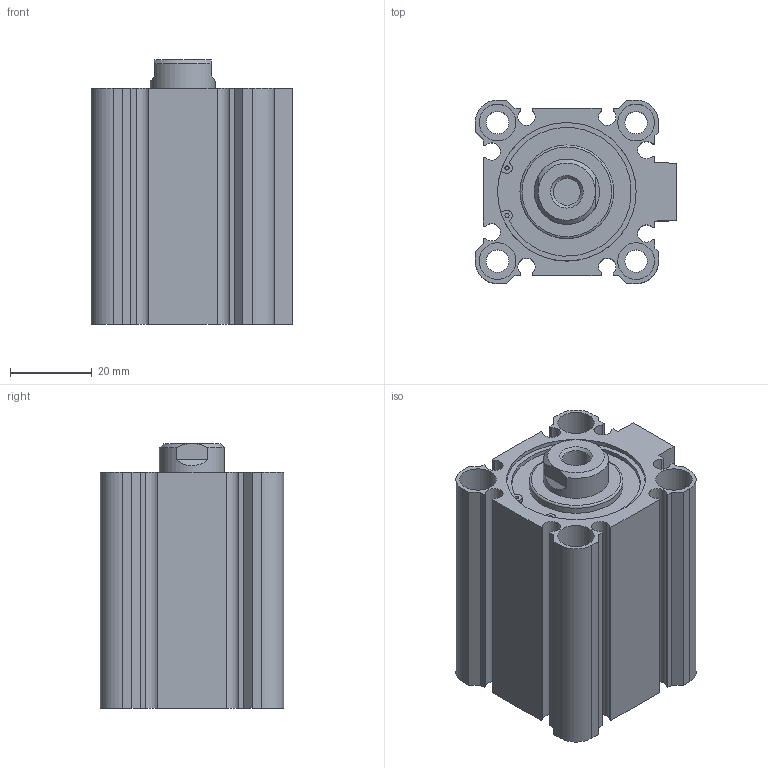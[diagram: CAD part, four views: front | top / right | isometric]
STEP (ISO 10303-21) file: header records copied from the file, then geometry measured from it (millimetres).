
FILE_DESCRIPTION(/* description */ (''),/* implementation_level */ '2;1');
FILE_NAME(/* name */ 'sq_32-25_sz.stp',/* time_stamp */ '2019-02-20T11:18:37+01:00',/* author */ ('leitheußer'),/* organization */ (''),/* preprocessor_version */ 'ST-DEVELOPER v15.6',/* originating_system */ 'Autodesk Inventor LT ',/* authorisation */ '');
FILE_SCHEMA (('AUTOMOTIVE_DESIGN { 1 0 10303 214 3 1 1 }'));
Length unit declared in the file: millimetre
Products named in the file (1): sq_32-25_sz
Bounding box: 49.5 x 45 x 65 mm (x, y, z)
Volume: 78527.2 mm3; surface area: 34017.9 mm2
Topology: 2 solids, 2 shells, 127 faces, 307 edges, 202 vertices
Faces by surface type: plane 77, cylinder 42, cone 7, torus 1
Full cylindrical faces by diameter (mm): 1 x2, 5.5 x4, 6.647 x1, 8.566 x2, 9 x8, 16 x2, 23 x1, 32 x2, 34 x1
Entity records: 3585 total; most frequent: DIRECTION 624, CARTESIAN_POINT 612, ORIENTED_EDGE 552, EDGE_CURVE 276, AXIS2_PLACEMENT_3D 224, VERTEX_POINT 200, EDGE_LOOP 182, LINE 176
